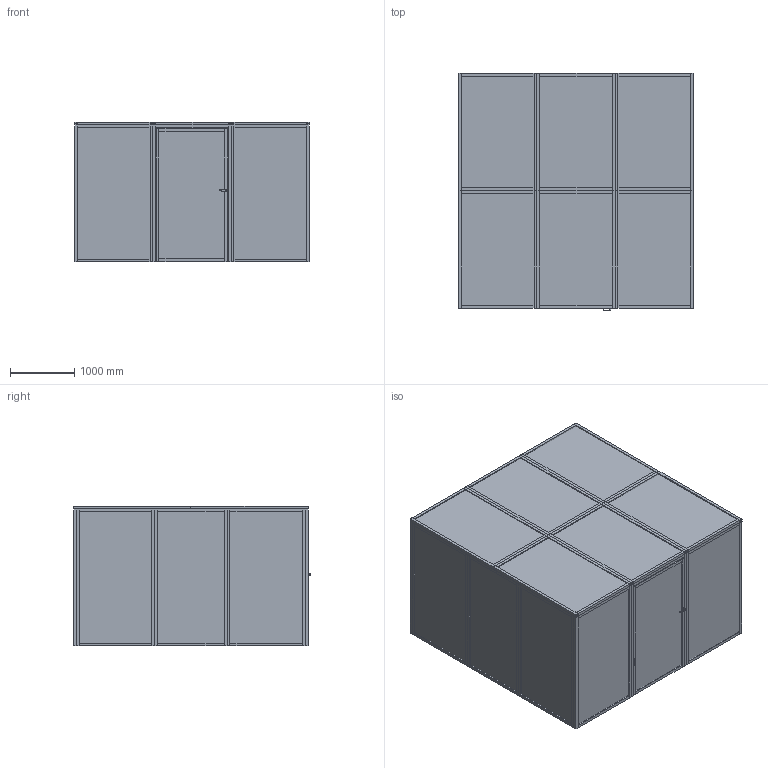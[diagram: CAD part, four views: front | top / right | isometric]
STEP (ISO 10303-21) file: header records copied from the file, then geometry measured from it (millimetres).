
FILE_DESCRIPTION(/* description */ (''),/* implementation_level */ '2;1');
FILE_NAME(/* name */ 'M-10352-ALG-12X12-0.stp',/* time_stamp */ '2024-04-10T14:18:29-04:00',/* author */ ('jmurphy'),/* organization */ (''),/* preprocessor_version */ 'ST-DEVELOPER v18.1',/* originating_system */ 'AutoCAD Mechanical',/* authorisation */ '');
FILE_SCHEMA (('AUTOMOTIVE_DESIGN { 1 0 10303 214 3 1 1 }'));
Products named in the file (36): Product; 51-000-1; 50-010-0; 52-010-0; 50-105-0; 50-120-1; 40-110-1; 40-110-1_1; 41-110-1; 41-110-1_1; 40-120-1; 41-120-1; 40-540-1; 40-540-1_1; 40-540-1_2; 40-540-1_3; 34-150-1; 34-150-1_1; 34-150-1_2; 34-150-1_3; 34-150-1_4; 60-010-0; 60-010-0_1; 60-010-0_2; 60-010-0_3; 60-010-0_4; 60-010-0_5; 60-010-0_6; 41-110-1_2; 41-110-1_3; 41-110-1_4; 41-110-1_5; 41-110-1_6; 40-110-1_2; 40-110-1_3; 40-110-1_4
Assembly tree (66 placements, depth 2):
  Product
    51-000-1  x2
    60-010-0  x10
    50-010-0
    52-010-0
    50-105-0
    50-120-1
    40-110-1_4  x4
    41-110-1_4  x10
    40-110-1
    40-110-1_1
    41-110-1
    41-110-1_1
    40-120-1  x4
    41-120-1  x2
    34-150-1_4  x4
    40-540-1  x3
    40-540-1_1
    40-540-1_2
    40-540-1_3
    34-150-1
    34-150-1_1
    34-150-1_2
    34-150-1_3
    60-010-0_1
    60-010-0_2
    60-010-0_3
    60-010-0_4
    60-010-0_5
    60-010-0_6
    41-110-1_2
    41-110-1_3
    41-110-1_5
    41-110-1_6
    40-110-1_2
    40-110-1_3
Bounding box: 3660 x 3702 x 2180 mm (x, y, z)
Volume: 512577658.9 mm3; surface area: 105652928.8 mm2
Topology: 326 solids, 326 shells, 5281 faces, 12218 edges, 7727 vertices
Faces by surface type: plane 3164, cylinder 1274, cone 315, torus 204, sphere 192, bspline 132
Full cylindrical faces by diameter (mm): 2.5 x1, 3.5 x4, 5 x33, 5.5 x17, 6 x10, 6.05 x4, 6.1 x4, 6.4 x8, 8 x112, 8.4 x32, 8.5 x1, 9 x80, 10 x25, 12 x8, 13 x97, 16 x1, 17 x32, 22 x1, 32 x1
Entity records: 85487 total; most frequent: CARTESIAN_POINT 15758, DIRECTION 14800, ORIENTED_EDGE 13540, EDGE_CURVE 6770, AXIS2_PLACEMENT_3D 5113, LINE 4574, VECTOR 4574, VERTEX_POINT 4366
